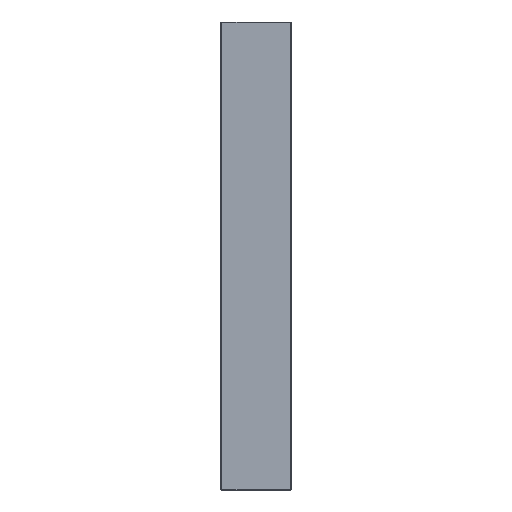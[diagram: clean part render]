
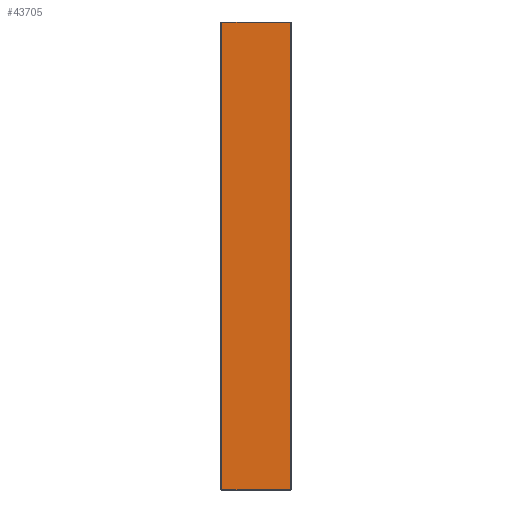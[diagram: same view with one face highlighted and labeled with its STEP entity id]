
A CAD part, front view. The second image highlights one B-rep face of the part: STEP entity #43705.
In plain terms, the highlighted planar face has unit normal (0, -1, 0).
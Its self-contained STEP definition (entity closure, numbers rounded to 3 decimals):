
#35988 = PLANE('',#35989);
#35989 = AXIS2_PLACEMENT_3D('',#35990,#35991,#35992);
#35990 = CARTESIAN_POINT('',(7.5,-15.45,0.05));
#35991 = DIRECTION('',(0.,0.707,0.707));
#35992 = DIRECTION('',(1.,0.,0.));
#36296 = PLANE('',#36297);
#36297 = AXIS2_PLACEMENT_3D('',#36298,#36299,#36300);
#36298 = CARTESIAN_POINT('',(7.5,-15.45,99.95));
#36299 = DIRECTION('',(0.,-0.707,
    0.707));
#36300 = DIRECTION('',(1.,0.,0.));
#36583 = PLANE('',#36584);
#36584 = AXIS2_PLACEMENT_3D('',#36585,#36586,#36587);
#36585 = CARTESIAN_POINT('',(-7.4,-15.4,0.));
#36586 = DIRECTION('',(-0.707,-0.707,
    0.));
#36587 = DIRECTION('',(0.,0.,1.));
#39175 = VERTEX_POINT('',#39176);
#39176 = CARTESIAN_POINT('',(7.4,-15.5,0.1));
#39197 = EDGE_CURVE('',#39175,#39198,#39200,.T.);
#39198 = VERTEX_POINT('',#39199);
#39199 = CARTESIAN_POINT('',(-7.3,-15.5,0.1));
#39200 = SURFACE_CURVE('',#39201,(#39205,#39212),.PCURVE_S1.);
#39201 = LINE('',#39202,#39203);
#39202 = CARTESIAN_POINT('',(7.5,-15.5,0.1));
#39203 = VECTOR('',#39204,1.);
#39204 = DIRECTION('',(-1.,0.,0.));
#39205 = PCURVE('',#35988,#39206);
#39206 = DEFINITIONAL_REPRESENTATION('',(#39207),#39211);
#39207 = LINE('',#39208,#39209);
#39208 = CARTESIAN_POINT('',(0.,-0.071));
#39209 = VECTOR('',#39210,1.);
#39210 = DIRECTION('',(-1.,0.));
#39211 = ( GEOMETRIC_REPRESENTATION_CONTEXT(2) 
PARAMETRIC_REPRESENTATION_CONTEXT() REPRESENTATION_CONTEXT('2D SPACE',''
  ) );
#39212 = PCURVE('',#39213,#39218);
#39213 = PLANE('',#39214);
#39214 = AXIS2_PLACEMENT_3D('',#39215,#39216,#39217);
#39215 = CARTESIAN_POINT('',(7.5,-15.5,0.));
#39216 = DIRECTION('',(0.,-1.,0.));
#39217 = DIRECTION('',(-1.,0.,0.));
#39218 = DEFINITIONAL_REPRESENTATION('',(#39219),#39223);
#39219 = LINE('',#39220,#39221);
#39220 = CARTESIAN_POINT('',(0.,-0.1));
#39221 = VECTOR('',#39222,1.);
#39222 = DIRECTION('',(1.,0.));
#39223 = ( GEOMETRIC_REPRESENTATION_CONTEXT(2) 
PARAMETRIC_REPRESENTATION_CONTEXT() REPRESENTATION_CONTEXT('2D SPACE',''
  ) );
#39490 = VERTEX_POINT('',#39491);
#39491 = CARTESIAN_POINT('',(7.4,-15.5,99.9));
#39512 = EDGE_CURVE('',#39490,#39513,#39515,.T.);
#39513 = VERTEX_POINT('',#39514);
#39514 = CARTESIAN_POINT('',(-7.3,-15.5,99.9));
#39515 = SURFACE_CURVE('',#39516,(#39520,#39527),.PCURVE_S1.);
#39516 = LINE('',#39517,#39518);
#39517 = CARTESIAN_POINT('',(7.5,-15.5,99.9));
#39518 = VECTOR('',#39519,1.);
#39519 = DIRECTION('',(-1.,0.,0.));
#39520 = PCURVE('',#36296,#39521);
#39521 = DEFINITIONAL_REPRESENTATION('',(#39522),#39526);
#39522 = LINE('',#39523,#39524);
#39523 = CARTESIAN_POINT('',(0.,-0.071));
#39524 = VECTOR('',#39525,1.);
#39525 = DIRECTION('',(-1.,0.));
#39526 = ( GEOMETRIC_REPRESENTATION_CONTEXT(2) 
PARAMETRIC_REPRESENTATION_CONTEXT() REPRESENTATION_CONTEXT('2D SPACE',''
  ) );
#39527 = PCURVE('',#39213,#39528);
#39528 = DEFINITIONAL_REPRESENTATION('',(#39529),#39533);
#39529 = LINE('',#39530,#39531);
#39530 = CARTESIAN_POINT('',(0.,-99.9));
#39531 = VECTOR('',#39532,1.);
#39532 = DIRECTION('',(1.,0.));
#39533 = ( GEOMETRIC_REPRESENTATION_CONTEXT(2) 
PARAMETRIC_REPRESENTATION_CONTEXT() REPRESENTATION_CONTEXT('2D SPACE',''
  ) );
#39669 = EDGE_CURVE('',#39198,#39513,#39670,.T.);
#39670 = SURFACE_CURVE('',#39671,(#39675,#39682),.PCURVE_S1.);
#39671 = LINE('',#39672,#39673);
#39672 = CARTESIAN_POINT('',(-7.3,-15.5,0.));
#39673 = VECTOR('',#39674,1.);
#39674 = DIRECTION('',(0.,0.,1.));
#39675 = PCURVE('',#36583,#39676);
#39676 = DEFINITIONAL_REPRESENTATION('',(#39677),#39681);
#39677 = LINE('',#39678,#39679);
#39678 = CARTESIAN_POINT('',(0.,-0.141));
#39679 = VECTOR('',#39680,1.);
#39680 = DIRECTION('',(1.,0.));
#39681 = ( GEOMETRIC_REPRESENTATION_CONTEXT(2) 
PARAMETRIC_REPRESENTATION_CONTEXT() REPRESENTATION_CONTEXT('2D SPACE',''
  ) );
#39682 = PCURVE('',#39213,#39683);
#39683 = DEFINITIONAL_REPRESENTATION('',(#39684),#39688);
#39684 = LINE('',#39685,#39686);
#39685 = CARTESIAN_POINT('',(14.8,0.));
#39686 = VECTOR('',#39687,1.);
#39687 = DIRECTION('',(0.,-1.));
#39688 = ( GEOMETRIC_REPRESENTATION_CONTEXT(2) 
PARAMETRIC_REPRESENTATION_CONTEXT() REPRESENTATION_CONTEXT('2D SPACE',''
  ) );
#43605 = PLANE('',#43606);
#43606 = AXIS2_PLACEMENT_3D('',#43607,#43608,#43609);
#43607 = CARTESIAN_POINT('',(7.45,-15.45,0.));
#43608 = DIRECTION('',(0.707,-0.707,0.));
#43609 = DIRECTION('',(0.,0.,1.));
#43705 = ADVANCED_FACE('',(#43706),#39213,.T.);
#43706 = FACE_BOUND('',#43707,.T.);
#43707 = EDGE_LOOP('',(#43708,#43729,#43730,#43731));
#43708 = ORIENTED_EDGE('',*,*,#43709,.T.);
#43709 = EDGE_CURVE('',#39175,#39490,#43710,.T.);
#43710 = SURFACE_CURVE('',#43711,(#43715,#43722),.PCURVE_S1.);
#43711 = LINE('',#43712,#43713);
#43712 = CARTESIAN_POINT('',(7.4,-15.5,0.));
#43713 = VECTOR('',#43714,1.);
#43714 = DIRECTION('',(0.,0.,1.));
#43715 = PCURVE('',#39213,#43716);
#43716 = DEFINITIONAL_REPRESENTATION('',(#43717),#43721);
#43717 = LINE('',#43718,#43719);
#43718 = CARTESIAN_POINT('',(0.1,0.));
#43719 = VECTOR('',#43720,1.);
#43720 = DIRECTION('',(0.,-1.));
#43721 = ( GEOMETRIC_REPRESENTATION_CONTEXT(2) 
PARAMETRIC_REPRESENTATION_CONTEXT() REPRESENTATION_CONTEXT('2D SPACE',''
  ) );
#43722 = PCURVE('',#43605,#43723);
#43723 = DEFINITIONAL_REPRESENTATION('',(#43724),#43728);
#43724 = LINE('',#43725,#43726);
#43725 = CARTESIAN_POINT('',(0.,0.071));
#43726 = VECTOR('',#43727,1.);
#43727 = DIRECTION('',(1.,0.));
#43728 = ( GEOMETRIC_REPRESENTATION_CONTEXT(2) 
PARAMETRIC_REPRESENTATION_CONTEXT() REPRESENTATION_CONTEXT('2D SPACE',''
  ) );
#43729 = ORIENTED_EDGE('',*,*,#39512,.T.);
#43730 = ORIENTED_EDGE('',*,*,#39669,.F.);
#43731 = ORIENTED_EDGE('',*,*,#39197,.F.);
